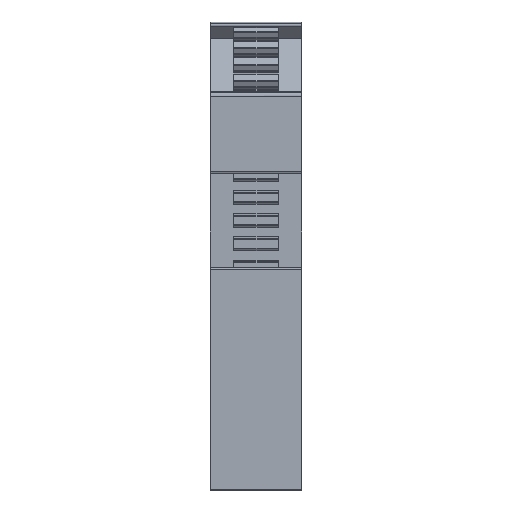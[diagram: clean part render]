
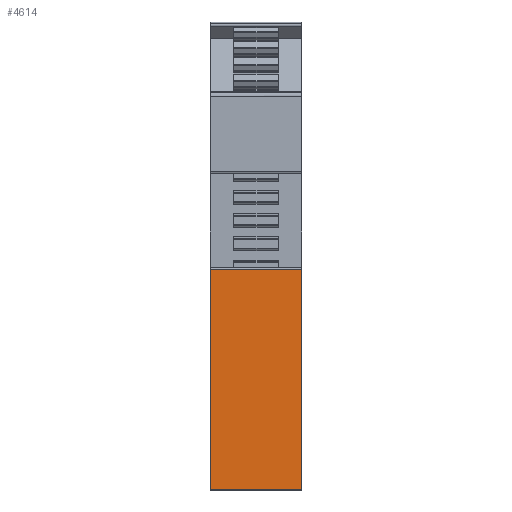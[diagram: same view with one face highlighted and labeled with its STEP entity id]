
A CAD part, front view. The second image highlights one B-rep face of the part: STEP entity #4614.
In plain terms, the highlighted planar face has unit normal (0, -1, 0).
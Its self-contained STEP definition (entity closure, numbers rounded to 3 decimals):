
#3259=AXIS2_PLACEMENT_3D('Plane Axis2P3D',#3256,#3257,#3258) ;
#604=CARTESIAN_POINT('Vertex',(0.,0.,29.5)) ;
#999=CARTESIAN_POINT('Vertex',(0.,0.,0.)) ;
#1002=CARTESIAN_POINT('Line Origine',(0.,0.,14.75)) ;
#1302=CARTESIAN_POINT('Vertex',(12.2,0.,0.)) ;
#1708=CARTESIAN_POINT('Vertex',(12.2,0.,29.5)) ;
#1711=CARTESIAN_POINT('Line Origine',(12.2,0.,14.75)) ;
#2959=CARTESIAN_POINT('Line Origine',(6.1,0.,29.5)) ;
#3256=CARTESIAN_POINT('Axis2P3D Location',(12.275,0.,0.)) ;
#4595=CARTESIAN_POINT('Line Origine',(6.1,0.,0.)) ;
#1003=DIRECTION('Vector Direction',(0.,0.,-1.)) ;
#1712=DIRECTION('Vector Direction',(0.,0.,1.)) ;
#2960=DIRECTION('Vector Direction',(-1.,0.,0.)) ;
#3257=DIRECTION('Axis2P3D Direction',(0.,-1.,0.)) ;
#3258=DIRECTION('Axis2P3D XDirection',(0.,0.,1.)) ;
#4596=DIRECTION('Vector Direction',(-1.,0.,0.)) ;
#1004=VECTOR('Line Direction',#1003,1.) ;
#1713=VECTOR('Line Direction',#1712,1.) ;
#2961=VECTOR('Line Direction',#2960,1.) ;
#4597=VECTOR('Line Direction',#4596,1.) ;
#4609=ORIENTED_EDGE('',*,*,#2963,.T.) ;
#4610=ORIENTED_EDGE('',*,*,#1006,.F.) ;
#4611=ORIENTED_EDGE('',*,*,#4599,.F.) ;
#4612=ORIENTED_EDGE('',*,*,#1715,.F.) ;
#4614=ADVANCED_FACE('ISGH',(#4613),#3260,.T.) ;
#1006=EDGE_CURVE('',#1000,#605,#1005,.F.) ;
#1715=EDGE_CURVE('',#1709,#1303,#1714,.F.) ;
#2963=EDGE_CURVE('',#1709,#605,#2962,.T.) ;
#4599=EDGE_CURVE('',#1303,#1000,#4598,.T.) ;
#4608=EDGE_LOOP('',(#4609,#4610,#4611,#4612)) ;
#4613=FACE_OUTER_BOUND('',#4608,.T.) ;
#1005=LINE('Line',#1002,#1004) ;
#1714=LINE('Line',#1711,#1713) ;
#2962=LINE('Line',#2959,#2961) ;
#4598=LINE('Line',#4595,#4597) ;
#3260=PLANE('',#3259) ;
#605=VERTEX_POINT('',#604) ;
#1000=VERTEX_POINT('',#999) ;
#1303=VERTEX_POINT('',#1302) ;
#1709=VERTEX_POINT('',#1708) ;
